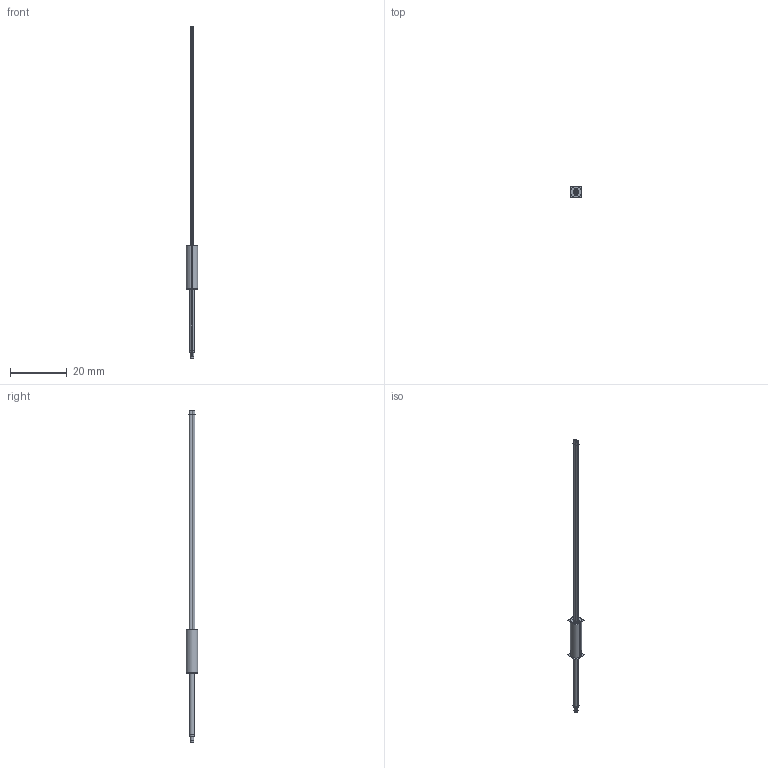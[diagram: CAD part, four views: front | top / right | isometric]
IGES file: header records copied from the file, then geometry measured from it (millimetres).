
Start section:  PTC IGES file: 192773.igs
Global section: file name: 192773.igs; native system: Creo Parametric by Parametric Technology Corporation; preprocessor: 2013230; author: pdmadmin; organization: Unknown; date: 20160209.171949; units: inch
Bounding box: 4.15 x 4.15 x 117.33 mm (x, y, z)
Volume: 307.8 mm3; surface area: 6997.5 mm2
Topology: 8 solids, 8 shells, 104 faces, 480 edges, 616 vertices
Faces by surface type: revolution 70, bspline 34
